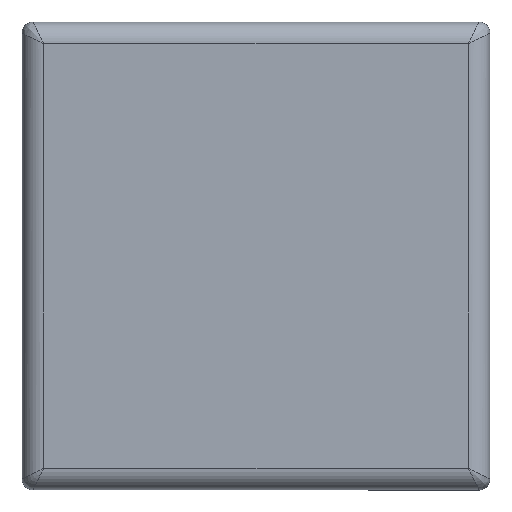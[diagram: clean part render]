
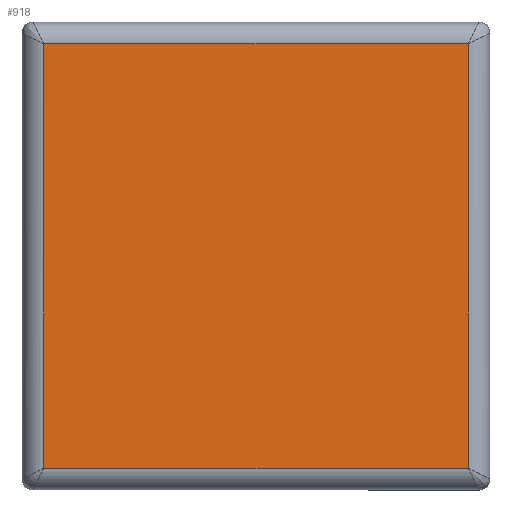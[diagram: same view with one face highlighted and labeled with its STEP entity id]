
A CAD part, top view. The second image highlights one B-rep face of the part: STEP entity #918.
In plain terms, the highlighted planar face has unit normal (0, 0, 1).
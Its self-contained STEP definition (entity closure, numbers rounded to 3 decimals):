
#879=CARTESIAN_POINT('',(-0.121,-0.121,2.0));
#880=DIRECTION('',(0.0,0.0,1.0));
#881=DIRECTION('',(1.0,0.0,0.0));
#882=AXIS2_PLACEMENT_3D('',#879,#880,#881);
#883=PLANE('',#882);
#884=CARTESIAN_POINT('',(0.854,0.854,2.0));
#885=VERTEX_POINT('',#884);
#886=CARTESIAN_POINT('',(20.354,0.854,2.0));
#887=VERTEX_POINT('',#886);
#888=CARTESIAN_POINT('',(0.854,0.854,2.0));
#889=DIRECTION('',(1.0,0.0,0.0));
#890=VECTOR('',#889,19.5);
#891=LINE('',#888,#890);
#892=EDGE_CURVE('',#885,#887,#891,.T.);
#893=ORIENTED_EDGE('',*,*,#892,.T.);
#894=CARTESIAN_POINT('',(20.354,20.354,2.0));
#895=VERTEX_POINT('',#894);
#896=CARTESIAN_POINT('',(20.354,0.854,2.0));
#897=DIRECTION('',(0.0,1.0,0.0));
#898=VECTOR('',#897,19.5);
#899=LINE('',#896,#898);
#900=EDGE_CURVE('',#887,#895,#899,.T.);
#901=ORIENTED_EDGE('',*,*,#900,.T.);
#902=CARTESIAN_POINT('',(0.854,20.354,2.0));
#903=VERTEX_POINT('',#902);
#904=CARTESIAN_POINT('',(20.354,20.354,2.0));
#905=DIRECTION('',(-1.0,0.0,0.0));
#906=VECTOR('',#905,19.5);
#907=LINE('',#904,#906);
#908=EDGE_CURVE('',#895,#903,#907,.T.);
#909=ORIENTED_EDGE('',*,*,#908,.T.);
#910=CARTESIAN_POINT('',(0.854,20.354,2.0));
#911=DIRECTION('',(0.0,-1.0,0.0));
#912=VECTOR('',#911,19.5);
#913=LINE('',#910,#912);
#914=EDGE_CURVE('',#903,#885,#913,.T.);
#915=ORIENTED_EDGE('',*,*,#914,.T.);
#916=EDGE_LOOP('',(#893,#901,#909,#915));
#917=FACE_OUTER_BOUND('',#916,.T.);
#918=ADVANCED_FACE('',(#917),#883,.T.);
